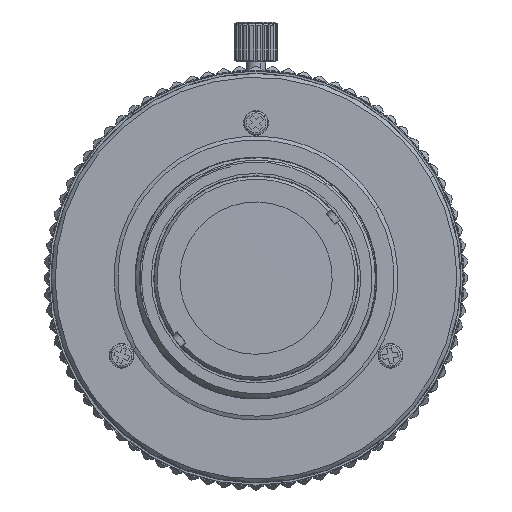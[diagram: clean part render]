
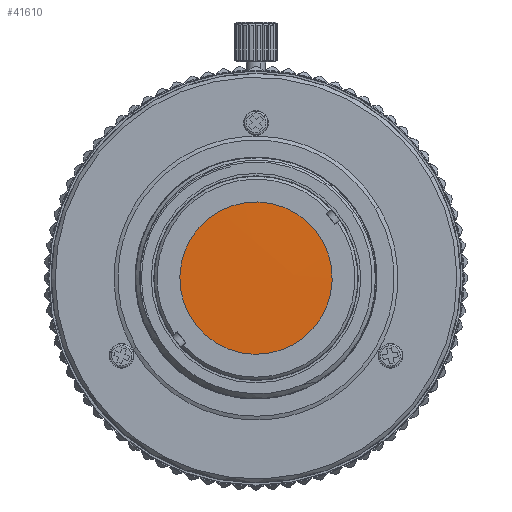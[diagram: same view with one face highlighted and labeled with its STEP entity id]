
A CAD part, front view. The second image highlights one B-rep face of the part: STEP entity #41610.
In plain terms, the highlighted free-form (B-spline) face has degree [3, 3] with [4, 4] control points.
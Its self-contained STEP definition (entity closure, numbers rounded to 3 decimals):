
#6307 = EDGE_CURVE ( 'NONE', #192773, #206354, #220971, .T. ) ;
#9237 = CARTESIAN_POINT ( 'NONE',  ( -4.052, -7.041, -0.351 ) ) ;
#17694 = AXIS2_PLACEMENT_3D ( 'NONE', #242608, #186386, #71579 ) ;
#25539 = AXIS2_PLACEMENT_3D ( 'NONE', #78939, #137551, #40266 ) ;
#31580 = CARTESIAN_POINT ( 'NONE',  ( 4.688, -6.998, -7.831 ) ) ;
#40266 = DIRECTION ( 'NONE',  ( -0.76, 0., 0.65 ) ) ;
#41610 = ADVANCED_FACE ( 'NONE', ( #106460 ), #43856, .T. ) ;
#43856 =( BOUNDED_SURFACE ( )  B_SPLINE_SURFACE ( 3, 3, ( 
 ( #163853, #145142, #223802, #222565 ),
 ( #86492, #202573, #220087, #240048 ),
 ( #52787, #9237, #125197, #31580 ),
 ( #88985, #85288, #69030, #107695 ) ),
 .UNSPECIFIED., .F., .F., .F. ) 
 B_SPLINE_SURFACE_WITH_KNOTS ( ( 4, 4 ),
 ( 4, 4 ),
 ( 0., 1. ),
 ( 0., 1. ),
 .UNSPECIFIED. ) 
 GEOMETRIC_REPRESENTATION_ITEM ( )  RATIONAL_B_SPLINE_SURFACE ( (
 ( 1., 1., 1., 1.),
 ( 1., 1., 1., 1.),
 ( 1., 1., 1., 1.),
 ( 1., 1., 1., 1.) ) ) 
 REPRESENTATION_ITEM ( '' )  SURFACE ( )  );
#52787 = CARTESIAN_POINT ( 'NONE',  ( -8.422, -6.999, 3.389 ) ) ;
#69030 = CARTESIAN_POINT ( 'NONE',  ( -3.432, -6.998, -8.473 ) ) ;
#71579 = DIRECTION ( 'NONE',  ( -0.76, 0., 0.65 ) ) ;
#72862 = EDGE_CURVE ( 'NONE', #206354, #192773, #156969, .T. ) ;
#78939 = CARTESIAN_POINT ( 'NONE',  ( 0., -6.989, 0. ) ) ;
#85288 = CARTESIAN_POINT ( 'NONE',  ( -7.802, -6.998, -4.733 ) ) ;
#86492 = CARTESIAN_POINT ( 'NONE',  ( -4.673, -6.999, 7.77 ) ) ;
#88985 = CARTESIAN_POINT ( 'NONE',  ( -12.172, -6.956, -0.993 ) ) ;
#90831 = CARTESIAN_POINT ( 'NONE',  ( -6.458, -6.989, 5.527 ) ) ;
#106460 = FACE_OUTER_BOUND ( 'NONE', #244496, .T. ) ;
#107695 = CARTESIAN_POINT ( 'NONE',  ( 0.938, -6.956, -12.212 ) ) ;
#125197 = CARTESIAN_POINT ( 'NONE',  ( 0.318, -7.041, -4.091 ) ) ;
#137551 = DIRECTION ( 'NONE',  ( 0., 1., 0. ) ) ;
#145142 = CARTESIAN_POINT ( 'NONE',  ( 3.447, -6.999, 8.411 ) ) ;
#148607 = ORIENTED_EDGE ( 'NONE', *, *, #72862, .F. ) ;
#156969 = CIRCLE ( 'NONE', #25539, 8.5 ) ;
#163853 = CARTESIAN_POINT ( 'NONE',  ( -0.923, -6.956, 12.151 ) ) ;
#178302 = ORIENTED_EDGE ( 'NONE', *, *, #6307, .F. ) ;
#186386 = DIRECTION ( 'NONE',  ( 0., 1., 0. ) ) ;
#191039 = CARTESIAN_POINT ( 'NONE',  ( 6.458, -6.989, -5.527 ) ) ;
#192773 = VERTEX_POINT ( 'NONE', #90831 ) ;
#202573 = CARTESIAN_POINT ( 'NONE',  ( -0.303, -7.041, 4.03 ) ) ;
#206354 = VERTEX_POINT ( 'NONE', #191039 ) ;
#220087 = CARTESIAN_POINT ( 'NONE',  ( 4.067, -7.041, 0.29 ) ) ;
#220971 = CIRCLE ( 'NONE', #17694, 8.5 ) ;
#222565 = CARTESIAN_POINT ( 'NONE',  ( 12.187, -6.956, 0.932 ) ) ;
#223802 = CARTESIAN_POINT ( 'NONE',  ( 7.817, -6.998, 4.671 ) ) ;
#240048 = CARTESIAN_POINT ( 'NONE',  ( 8.438, -6.998, -3.45 ) ) ;
#242608 = CARTESIAN_POINT ( 'NONE',  ( 0., -6.989, 0. ) ) ;
#244496 = EDGE_LOOP ( 'NONE', ( #178302, #148607 ) ) ;
